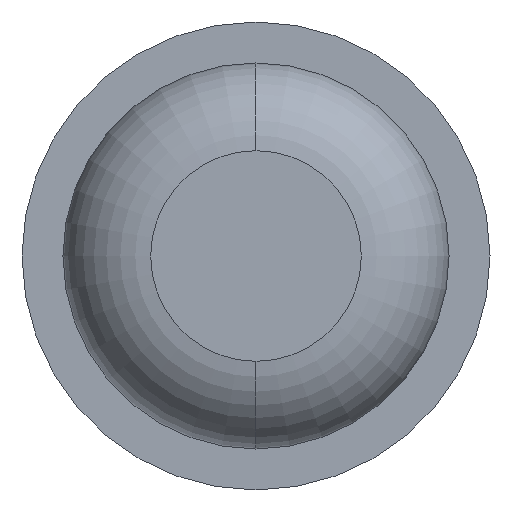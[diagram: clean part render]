
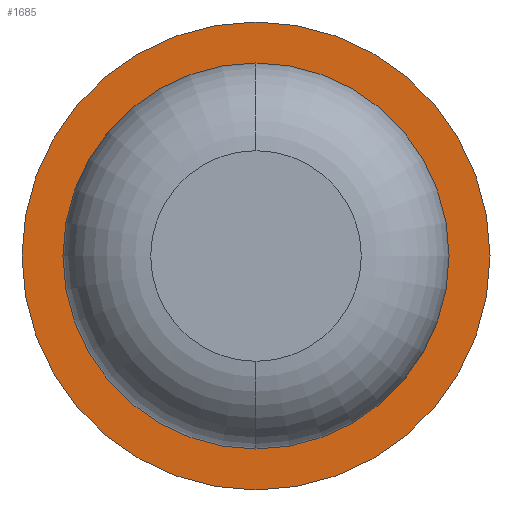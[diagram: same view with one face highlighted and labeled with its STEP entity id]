
A CAD part, front view. The second image highlights one B-rep face of the part: STEP entity #1685.
In plain terms, the highlighted planar face has unit normal (0, -1, 0).
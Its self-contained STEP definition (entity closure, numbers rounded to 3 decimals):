
#91 = ORIENTED_EDGE ( 'NONE', *, *, #3538, .F. ) ;
#189 = DIRECTION ( 'NONE',  ( 0., 1., 0. ) ) ;
#364 = DIRECTION ( 'NONE',  ( -1., 0., 0. ) ) ;
#518 = EDGE_CURVE ( 'Defeature ausgef�hrt1_35+Defeature ausgef�hrt1_31+Defeature ausgef�hrt1_31+Defeature ausgef�hrt1_31', #879, #2150, #2802, .T. ) ;
#629 = AXIS2_PLACEMENT_3D ( 'NONE', #3074, #1024, #364 ) ;
#760 = DIRECTION ( 'NONE',  ( -1., 0., 0. ) ) ;
#767 = DIRECTION ( 'NONE',  ( 0., 1., 0. ) ) ;
#879 = VERTEX_POINT ( 'NONE', #2129 ) ;
#1024 = DIRECTION ( 'NONE',  ( 0., 1., 0. ) ) ;
#1074 = ORIENTED_EDGE ( 'NONE', *, *, #518, .T. ) ;
#1394 = AXIS2_PLACEMENT_3D ( 'NONE', #4202, #3862, #760 ) ;
#1506 = PLANE ( 'NONE',  #2349 ) ;
#1514 = FACE_BOUND ( 'NONE', #3212, .T. ) ;
#1555 = CIRCLE ( 'NONE', #3904, 0.825 ) ;
#1602 = DIRECTION ( 'NONE',  ( 0., 1., 0. ) ) ;
#1679 = EDGE_CURVE ( 'Defeature ausgef�hrt1_35+Defeature ausgef�hrt1_31+Defeature ausgef�hrt1_31+Defeature ausgef�hrt1_31', #2150, #879, #1555, .T. ) ;
#1685 = ADVANCED_FACE ( 'Defeature ausgef�hrt1_35', ( #4264, #1514 ), #1506, .F. ) ;
#1892 = CARTESIAN_POINT ( 'NONE',  ( 0., -9., -0.825 ) ) ;
#2029 = CIRCLE ( 'NONE', #629, 1. ) ;
#2073 = CIRCLE ( 'NONE', #1394, 1. ) ;
#2129 = CARTESIAN_POINT ( 'NONE',  ( 0., -9., 0.825 ) ) ;
#2150 = VERTEX_POINT ( 'NONE', #1892 ) ;
#2190 = CARTESIAN_POINT ( 'NONE',  ( 0.825, -9., 0. ) ) ;
#2197 = AXIS2_PLACEMENT_3D ( 'NONE', #2830, #767, #3174 ) ;
#2349 = AXIS2_PLACEMENT_3D ( 'NONE', #2190, #189, #4012 ) ;
#2446 = EDGE_LOOP ( 'NONE', ( #91, #3433 ) ) ;
#2802 = CIRCLE ( 'NONE', #2197, 0.825 ) ;
#2830 = CARTESIAN_POINT ( 'NONE',  ( 0., -9., 0. ) ) ;
#3074 = CARTESIAN_POINT ( 'NONE',  ( 0., -9., 0. ) ) ;
#3174 = DIRECTION ( 'NONE',  ( -1., 0., 0. ) ) ;
#3212 = EDGE_LOOP ( 'NONE', ( #1074, #3244 ) ) ;
#3244 = ORIENTED_EDGE ( 'NONE', *, *, #1679, .T. ) ;
#3285 = EDGE_CURVE ( 'Defeature ausgef�hrt1_36+Defeature ausgef�hrt1_35+Defeature ausgef�hrt1_35+Defeature ausgef�hrt1_35', #3521, #3903, #2073, .T. ) ;
#3433 = ORIENTED_EDGE ( 'NONE', *, *, #3285, .F. ) ;
#3521 = VERTEX_POINT ( 'NONE', #4033 ) ;
#3538 = EDGE_CURVE ( 'Defeature ausgef�hrt1_36+Defeature ausgef�hrt1_35+Defeature ausgef�hrt1_35+Defeature ausgef�hrt1_35', #3903, #3521, #2029, .T. ) ;
#3609 = DIRECTION ( 'NONE',  ( -1., 0., 0. ) ) ;
#3862 = DIRECTION ( 'NONE',  ( 0., 1., 0. ) ) ;
#3893 = CARTESIAN_POINT ( 'NONE',  ( 0., -9., 0. ) ) ;
#3903 = VERTEX_POINT ( 'NONE', #3988 ) ;
#3904 = AXIS2_PLACEMENT_3D ( 'NONE', #3893, #1602, #3609 ) ;
#3988 = CARTESIAN_POINT ( 'NONE',  ( -1., -9., 0. ) ) ;
#4012 = DIRECTION ( 'NONE',  ( -1., 0., 0. ) ) ;
#4033 = CARTESIAN_POINT ( 'NONE',  ( 1., -9., 0. ) ) ;
#4202 = CARTESIAN_POINT ( 'NONE',  ( 0., -9., 0. ) ) ;
#4264 = FACE_OUTER_BOUND ( 'NONE', #2446, .T. ) ;
